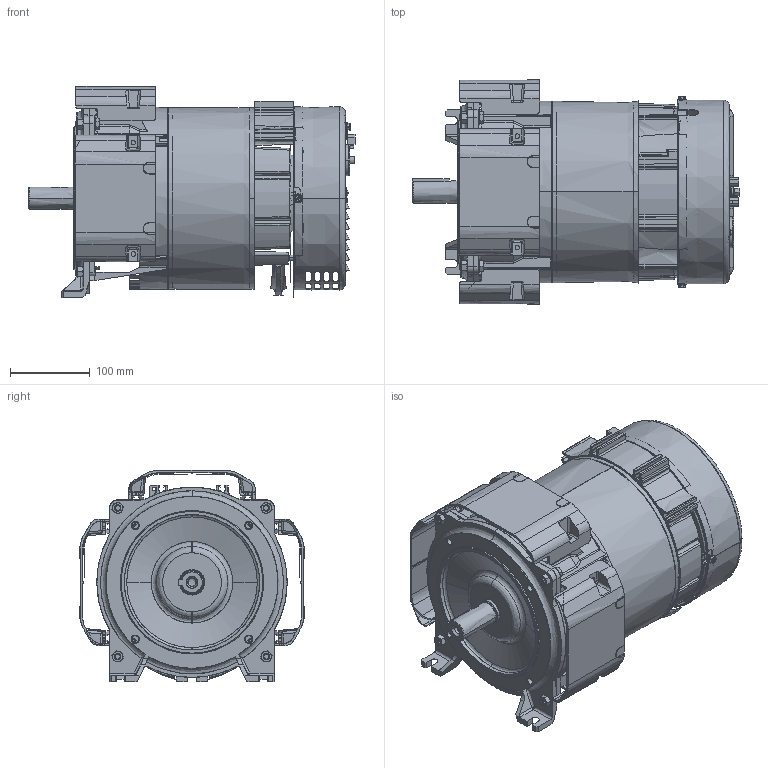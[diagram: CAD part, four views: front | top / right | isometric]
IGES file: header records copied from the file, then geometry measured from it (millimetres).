
Start section: SolidWorks IGES file using analytic representation for surfaces
Global section: file name: 61685-016 ISG TB7200_C.IGS; native system: SolidWorks 2017; preprocessor: SolidWorks 2017; author: felixm; date: 180126.075745; units: inch
Bounding box: 410.87 x 281.62 x 265.81 mm (x, y, z)
Surface area: 713637.2 mm2 (no closed solid volume)
Topology: 0 solids, 0 shells, 1350 faces, 23320 edges, 23318 vertices
Faces by surface type: bspline 803, revolution 547
